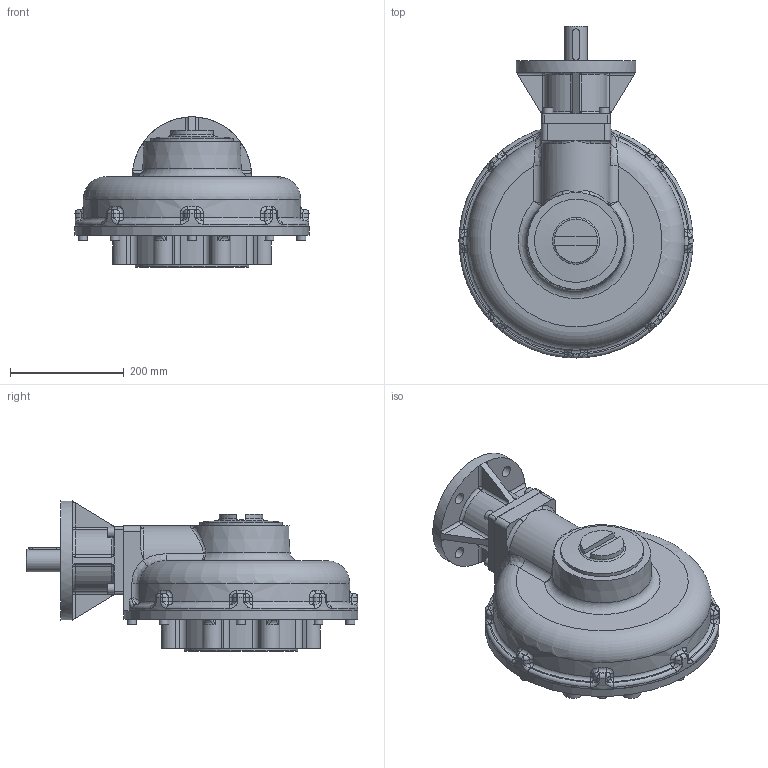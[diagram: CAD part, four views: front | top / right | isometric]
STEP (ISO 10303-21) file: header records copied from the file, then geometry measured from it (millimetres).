
FILE_DESCRIPTION(/* description */ ('Unknown'),/* implementation_level */ '2;1');
FILE_NAME(/* name */ 'PUBIB10-F16-F25_simplified',/* time_stamp */ '2015-12-10T08:49:02+00:00',/* author */ ('Unknown'),/* organization */ ('Unknown'),/* preprocessor_version */ 'ST-DEVELOPER v16',/* originating_system */ 'DEX',/* authorisation */ $);
FILE_SCHEMA (('AP203_CONFIGURATION_CONTROLLED_3D_DESIGN_OF_MECHANICAL_PARTS_AND_ASSEMBLIES_MIM_LF { 1 0 10303 203 3 1 4 }','AUTOMOTIVE_DESIGN {1 0 10303 214 3 1 1}'));
Length unit declared in the file: millimetre
Products named in the file (1): PUBIB10-F16-F25_simplified
Bounding box: 412 x 584.23 x 264.41 mm (x, y, z)
Surface area: 783806.2 mm2 (no closed solid volume)
Topology: 0 solids, 25 shells, 774 faces, 1968 edges, 1124 vertices
Faces by surface type: cylinder 218, plane 193, torus 140, bspline 132, sphere 60, cone 31
Full cylindrical faces by diameter (mm): 8.376 x1, 13.376 x8, 16 x8, 18 x4, 20.5 x4, 40 x1, 50 x1, 110 x1, 130 x1, 146.05 x1, 200 x1, 210 x1, 220 x1, 412 x1
Entity records: 34732 total; most frequent: CARTESIAN_POINT 13582, DIRECTION 3642, ORIENTED_EDGE 3397, EDGE_CURVE 1761, AXIS2_PLACEMENT_3D 1528, VERTEX_POINT 1094, FACE_BOUND 922, EDGE_LOOP 913
